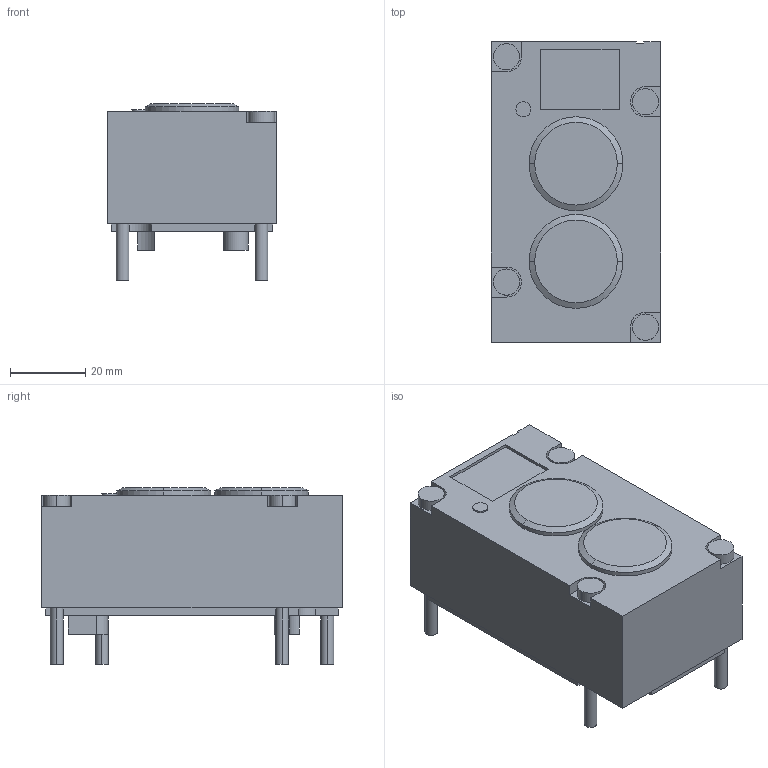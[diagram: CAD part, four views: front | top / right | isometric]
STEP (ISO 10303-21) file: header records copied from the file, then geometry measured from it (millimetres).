
FILE_DESCRIPTION((''),'2;1');
FILE_NAME('DM_CAD-2228','2016-02-05T',('Creinig-se'),(''),'PRO/ENGINEER BY PARAMETRIC TECHNOLOGY CORPORATION, 2013050','PRO/ENGINEER BY PARAMETRIC TECHNOLOGY CORPORATION, 2013050','');
FILE_SCHEMA(('CONFIG_CONTROL_DESIGN'));
Length unit declared in the file: millimetre
Products named in the file (1): DM_CAD-2228
Bounding box: 45 x 80 x 47 mm (x, y, z)
Volume: 105400 mm3; surface area: 19487.3 mm2
Topology: 1 solids, 1 shells, 138 faces, 346 edges, 227 vertices
Faces by surface type: plane 88, cylinder 46, cone 4
Entity records: 5991 total; most frequent: DIRECTION 719, CARTESIAN_POINT 714, ORIENTED_EDGE 692, PRESENTATION_STYLE_ASSIGNMENT 410, STYLED_ITEM 348, CURVE_STYLE 346, EDGE_CURVE 346, VECTOR 247
